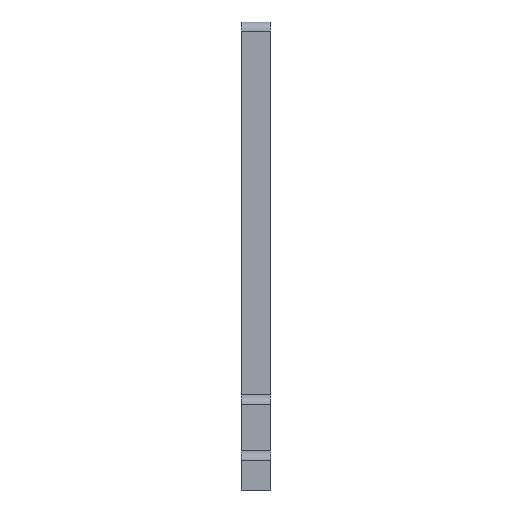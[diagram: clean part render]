
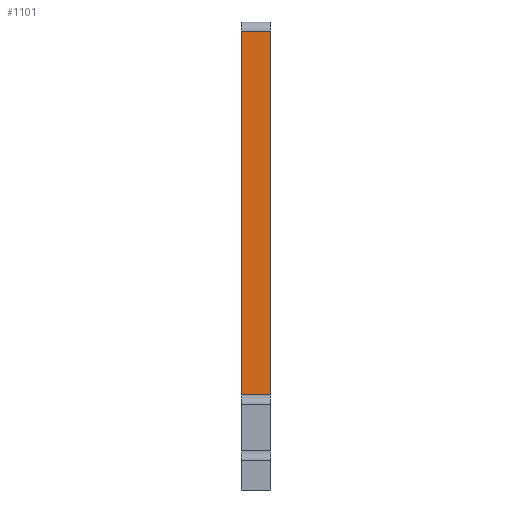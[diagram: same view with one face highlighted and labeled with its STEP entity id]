
A CAD part, left-side view. The second image highlights one B-rep face of the part: STEP entity #1101.
In plain terms, the highlighted planar face has unit normal (-1, 0, 0).
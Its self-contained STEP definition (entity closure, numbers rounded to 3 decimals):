
#55=PLANE('',#1224);
#103=FACE_OUTER_BOUND('',#172,.T.);
#172=EDGE_LOOP('',(#992,#993,#994,#995));
#230=LINE('',#1705,#335);
#268=LINE('',#1829,#373);
#277=LINE('',#1861,#382);
#278=LINE('',#1863,#383);
#335=VECTOR('',#1368,10.);
#373=VECTOR('',#1492,10.);
#382=VECTOR('',#1531,10.);
#383=VECTOR('',#1534,10.);
#498=VERTEX_POINT('',#1702);
#499=VERTEX_POINT('',#1704);
#541=VERTEX_POINT('',#1826);
#542=VERTEX_POINT('',#1828);
#621=EDGE_CURVE('',#499,#498,#230,.T.);
#685=EDGE_CURVE('',#541,#542,#268,.T.);
#701=EDGE_CURVE('',#499,#541,#277,.T.);
#702=EDGE_CURVE('',#542,#498,#278,.T.);
#992=ORIENTED_EDGE('',*,*,#701,.F.);
#993=ORIENTED_EDGE('',*,*,#621,.T.);
#994=ORIENTED_EDGE('',*,*,#702,.F.);
#995=ORIENTED_EDGE('',*,*,#685,.F.);
#1101=ADVANCED_FACE('',(#103),#55,.T.);
#1224=AXIS2_PLACEMENT_3D('',#1862,#1532,#1533);
#1368=DIRECTION('',(0.,0.,-1.));
#1492=DIRECTION('',(0.,0.,-1.));
#1531=DIRECTION('',(0.,-1.,0.));
#1532=DIRECTION('center_axis',(-1.,0.,0.));
#1533=DIRECTION('ref_axis',(0.,0.,-1.));
#1534=DIRECTION('',(0.,1.,0.));
#1702=CARTESIAN_POINT('',(141.,-15.,91.15));
#1704=CARTESIAN_POINT('',(141.,-15.,168.8));
#1705=CARTESIAN_POINT('',(141.,-15.,170.8));
#1826=CARTESIAN_POINT('',(141.,-21.35,168.8));
#1828=CARTESIAN_POINT('',(141.,-21.35,91.15));
#1829=CARTESIAN_POINT('',(141.,-21.35,170.8));
#1861=CARTESIAN_POINT('',(141.,-15.,168.8));
#1862=CARTESIAN_POINT('Origin',(141.,-15.,170.8));
#1863=CARTESIAN_POINT('',(141.,-15.,91.15));
